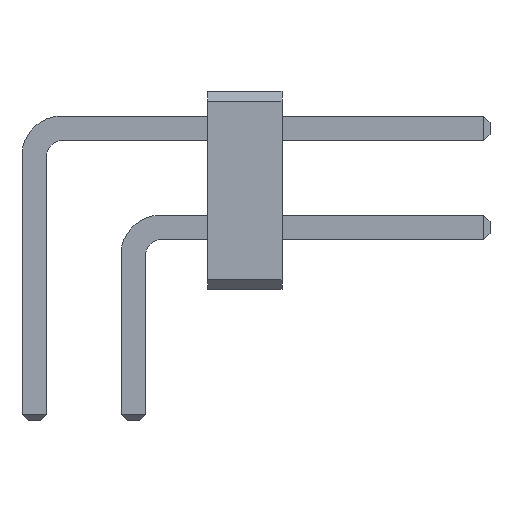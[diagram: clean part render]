
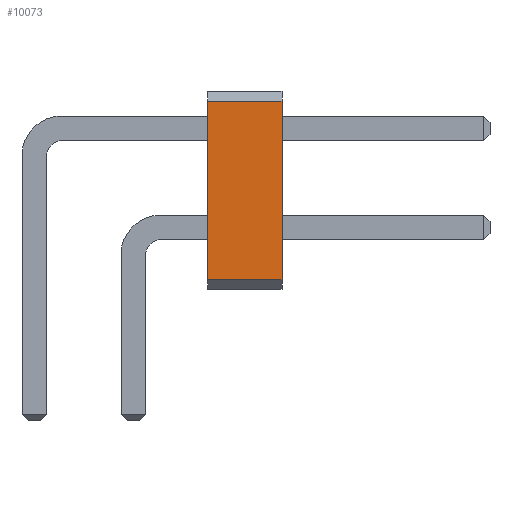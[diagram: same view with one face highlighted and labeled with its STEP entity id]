
A CAD part, front view. The second image highlights one B-rep face of the part: STEP entity #10073.
In plain terms, the highlighted planar face has unit normal (0, -1, 0).
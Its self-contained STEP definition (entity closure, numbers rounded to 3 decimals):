
#791 = VERTEX_POINT('',#792);
#792 = CARTESIAN_POINT('',(5.,-59.,3.55));
#798 = EDGE_CURVE('',#799,#791,#801,.T.);
#799 = VERTEX_POINT('',#800);
#800 = CARTESIAN_POINT('',(5.,-59.,-0.05));
#801 = LINE('',#802,#803);
#802 = CARTESIAN_POINT('',(5.,-59.,-0.25));
#803 = VECTOR('',#804,1.);
#804 = DIRECTION('',(0.,0.,1.));
#4311 = VERTEX_POINT('',#4312);
#4312 = CARTESIAN_POINT('',(3.5,-59.,-0.05));
#4318 = EDGE_CURVE('',#4311,#4319,#4321,.T.);
#4319 = VERTEX_POINT('',#4320);
#4320 = CARTESIAN_POINT('',(3.5,-59.,3.55));
#4321 = LINE('',#4322,#4323);
#4322 = CARTESIAN_POINT('',(3.5,-59.,-0.25));
#4323 = VECTOR('',#4324,1.);
#4324 = DIRECTION('',(0.,0.,1.));
#10063 = EDGE_CURVE('',#799,#4311,#10064,.T.);
#10064 = LINE('',#10065,#10066);
#10065 = CARTESIAN_POINT('',(5.,-59.,-0.05));
#10066 = VECTOR('',#10067,1.);
#10067 = DIRECTION('',(-1.,0.,0.));
#10073 = ADVANCED_FACE('',(#10074),#10085,.F.);
#10074 = FACE_BOUND('',#10075,.F.);
#10075 = EDGE_LOOP('',(#10076,#10077,#10078,#10079));
#10076 = ORIENTED_EDGE('',*,*,#798,.F.);
#10077 = ORIENTED_EDGE('',*,*,#10063,.T.);
#10078 = ORIENTED_EDGE('',*,*,#4318,.T.);
#10079 = ORIENTED_EDGE('',*,*,#10080,.F.);
#10080 = EDGE_CURVE('',#791,#4319,#10081,.T.);
#10081 = LINE('',#10082,#10083);
#10082 = CARTESIAN_POINT('',(5.,-59.,3.55));
#10083 = VECTOR('',#10084,1.);
#10084 = DIRECTION('',(-1.,0.,0.));
#10085 = PLANE('',#10086);
#10086 = AXIS2_PLACEMENT_3D('',#10087,#10088,#10089);
#10087 = CARTESIAN_POINT('',(5.,-59.,-0.25));
#10088 = DIRECTION('',(0.,1.,0.));
#10089 = DIRECTION('',(0.,0.,1.));
